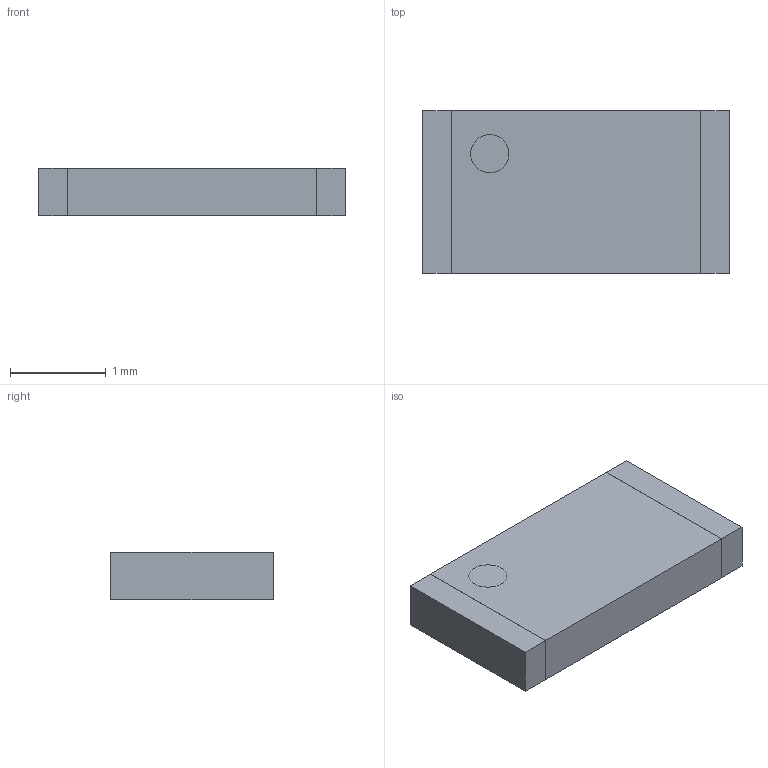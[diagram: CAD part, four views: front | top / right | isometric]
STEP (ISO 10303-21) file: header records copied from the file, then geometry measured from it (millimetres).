
FILE_DESCRIPTION(('STEP AP214'),'1');
FILE_NAME('AE_Wurth_WE-MCA_7488915724.step','2025-03-31T07:41:20',(' '),('ANSOFT Corporation'),'Spatial InterOp 3D',' ',' ');
FILE_SCHEMA(('AUTOMOTIVE_DESIGN { 1 0 10303 214 1 1 1 1 }'));
Length unit declared in the file: millimetre
Products named in the file (1): 7488915724
Bounding box: 3.2 x 1.7 x 0.5 mm (x, y, z)
Volume: 2.7 mm3; surface area: 16 mm2
Topology: 2 solids, 2 shells, 23 faces, 52 edges, 35 vertices
Faces by surface type: plane 22, cylinder 1
Full cylindrical faces by diameter (mm): 0.4 x1
Entity records: 818 total; most frequent: CARTESIAN_POINT 109, DIRECTION 102, ORIENTED_EDGE 100, EDGE_CURVE 50, LINE 48, VECTOR 48, VERTEX_POINT 34, AXIS2_PLACEMENT_3D 27
